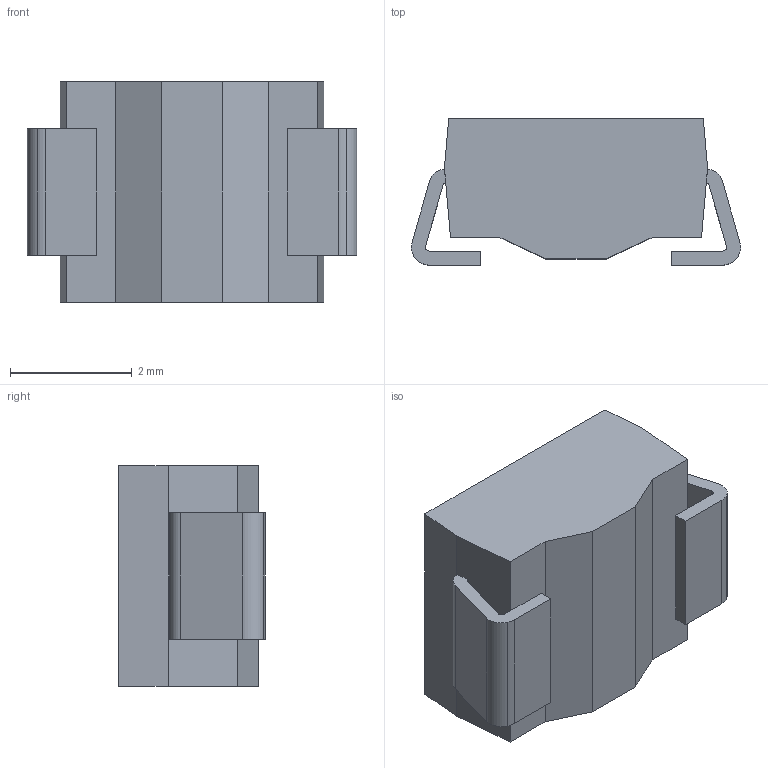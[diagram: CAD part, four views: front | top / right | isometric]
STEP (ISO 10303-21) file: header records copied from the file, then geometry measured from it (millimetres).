
FILE_DESCRIPTION(/* description */ ('Unknown'),/* implementation_level */ '2;1');
FILE_NAME(/* name */ 'DO-214AA_Unidirectional',/* time_stamp */ '2019-01-17T14:34:46+01:00',/* author */ ('Unknown'),/* organization */ ('Unknown'),/* preprocessor_version */ 'ST-DEVELOPER v16.7',/* originating_system */ 'DEX',/* authorisation */ $);
FILE_SCHEMA (('AUTOMOTIVE_DESIGN {1 0 10303 214 3 1 1}'));
Length unit declared in the file: millimetre
Products named in the file (3): DO-214AA_Unidirectional; Body; Pins
Assembly tree (2 placements, depth 2):
  DO-214AA_Unidirectional
    Body
    Pins
Bounding box: 5.4 x 2.4 x 3.62 mm (x, y, z)
Volume: 34.3 mm3; surface area: 124.4 mm2
Topology: 2 solids, 2 shells, 118 faces, 312 edges, 208 vertices
Faces by surface type: plane 90, bspline 16, cylinder 12
Entity records: 4881 total; most frequent: CARTESIAN_POINT 1504, ORIENTED_EDGE 622, DIRECTION 421, EDGE_CURVE 311, VERTEX_POINT 208, LINE 163, VECTOR 163, EDGE_LOOP 131
